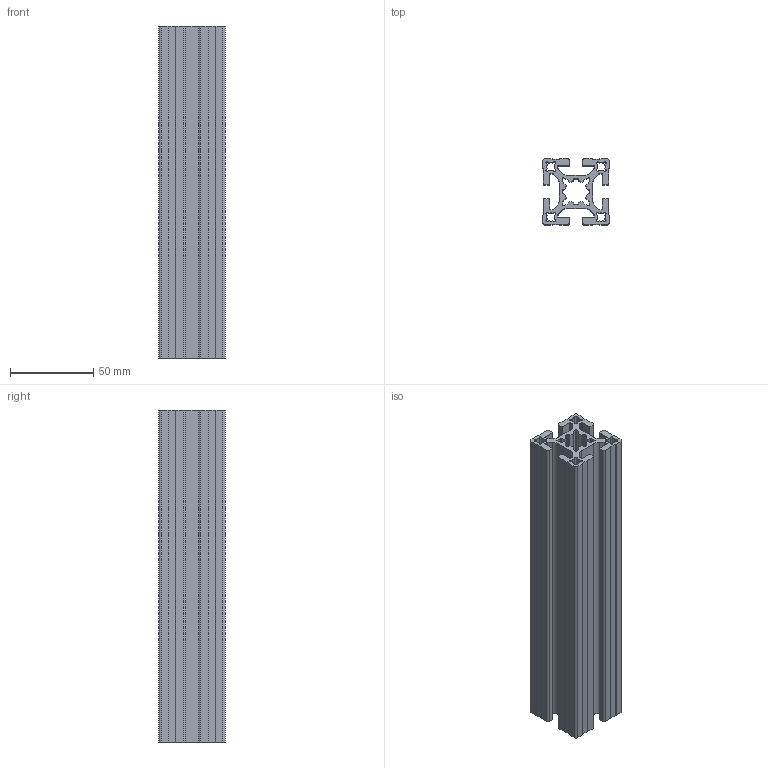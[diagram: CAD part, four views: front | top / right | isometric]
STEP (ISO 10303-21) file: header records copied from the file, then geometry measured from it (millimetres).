
FILE_DESCRIPTION (( 'STEP AP203' ), '1' );
FILE_NAME ('perfil 40x40 reforçado.STEP', '2015-12-14T18:57:17', ( '' ), ( '' ), 'SwSTEP 2.0', 'SolidWorks 2014', '' );
FILE_SCHEMA (( 'CONFIG_CONTROL_DESIGN' ));
Length unit declared in the file: millimetre
Products named in the file (1): perfil 40x40 reforçado
Bounding box: 40 x 40 x 200 mm (x, y, z)
Volume: 134800 mm3; surface area: 101408.7 mm2
Topology: 1 solids, 1 shells, 257 faces, 765 edges, 510 vertices
Faces by surface type: plane 134, cylinder 123
Entity records: 8782 total; most frequent: CARTESIAN_POINT 1533, ORIENTED_EDGE 1530, DIRECTION 1527, EDGE_CURVE 765, LINE 519, VECTOR 519, VERTEX_POINT 510, AXIS2_PLACEMENT_3D 504
